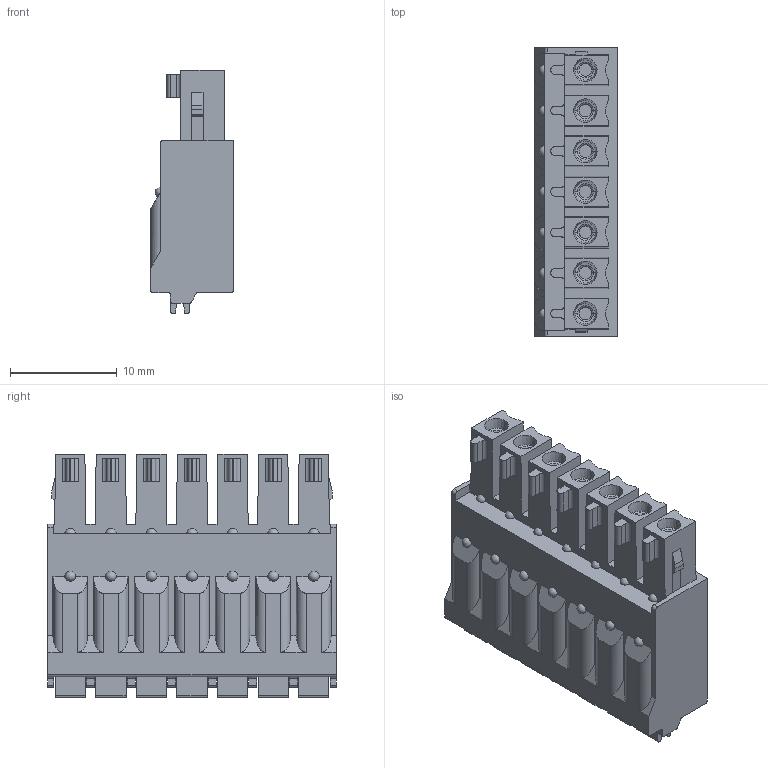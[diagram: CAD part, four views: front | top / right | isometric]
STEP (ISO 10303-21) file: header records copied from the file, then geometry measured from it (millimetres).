
FILE_DESCRIPTION((''),'2;1');
FILE_NAME('TLPS-107-04P-X','2024-09-20T',('sheji'),(''),'PRO/ENGINEER BY PARAMETRIC TECHNOLOGY CORPORATION, 2015240','PRO/ENGINEER BY PARAMETRIC TECHNOLOGY CORPORATION, 2015240','');
FILE_SCHEMA(('CONFIG_CONTROL_DESIGN'));
Length unit declared in the file: millimetre
Products named in the file (1): TLPS-107-04P-X
Bounding box: 7.75 x 27.06 x 22.9 mm (x, y, z)
Volume: 3210.6 mm3; surface area: 2544.6 mm2
Topology: 1 solids, 1 shells, 478 faces, 1338 edges, 882 vertices
Faces by surface type: plane 244, cylinder 164, cone 42, torus 14, sphere 14
Entity records: 15774 total; most frequent: CARTESIAN_POINT 3120, DIRECTION 2704, ORIENTED_EDGE 2648, EDGE_CURVE 1324, AXIS2_PLACEMENT_3D 958, VERTEX_POINT 882, VECTOR 788, LINE 788
